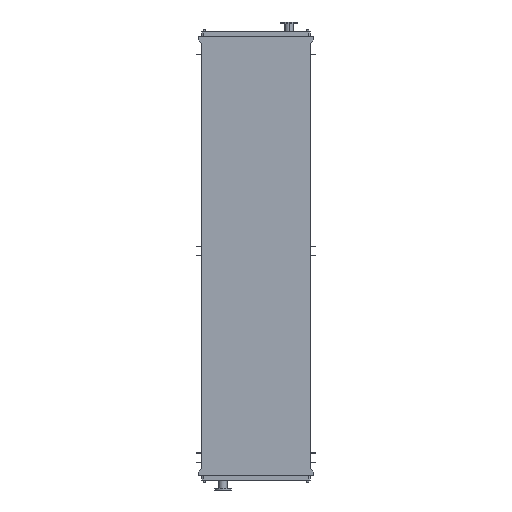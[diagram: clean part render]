
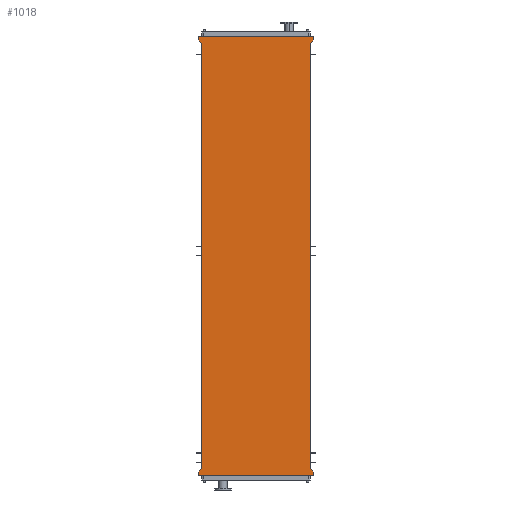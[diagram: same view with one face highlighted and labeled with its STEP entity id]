
A CAD part, front view. The second image highlights one B-rep face of the part: STEP entity #1018.
In plain terms, the highlighted planar face has unit normal (0, -1, 0).
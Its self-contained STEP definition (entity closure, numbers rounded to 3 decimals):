
#487 = VERTEX_POINT ( 'NONE', #23117 ) ;
#501 = DIRECTION ( 'NONE',  ( 0., 0., 1. ) ) ;
#514 = CARTESIAN_POINT ( 'NONE',  ( -725., 0., -5650. ) ) ;
#1018 = ADVANCED_FACE ( 'NONE', ( #20775 ), #17342, .T. ) ;
#1134 = DIRECTION ( 'NONE',  ( 1., 0., 0. ) ) ;
#1697 = LINE ( 'NONE', #24018, #21900 ) ;
#2121 = CARTESIAN_POINT ( 'NONE',  ( 771., 0., -5745. ) ) ;
#2175 = VECTOR ( 'NONE', #501, 1000. ) ;
#2461 = EDGE_CURVE ( 'NONE', #487, #2584, #10397, .T. ) ;
#2584 = VERTEX_POINT ( 'NONE', #18190 ) ;
#2755 = CARTESIAN_POINT ( 'NONE',  ( 725., 0., -5650. ) ) ;
#2913 = LINE ( 'NONE', #21324, #17335 ) ;
#2921 = CARTESIAN_POINT ( 'NONE',  ( -771., 0., -5703. ) ) ;
#2983 = CARTESIAN_POINT ( 'NONE',  ( -771., 0., 95. ) ) ;
#3139 = EDGE_CURVE ( 'NONE', #2584, #5924, #1697, .T. ) ;
#3205 = VERTEX_POINT ( 'NONE', #13632 ) ;
#3317 = VECTOR ( 'NONE', #3456, 1000. ) ;
#3456 = DIRECTION ( 'NONE',  ( 0., 0., 1. ) ) ;
#3522 = DIRECTION ( 'NONE',  ( 0., 0., 1. ) ) ;
#3840 = LINE ( 'NONE', #12861, #20218 ) ;
#3933 = CARTESIAN_POINT ( 'NONE',  ( -771., 0., 53. ) ) ;
#3946 = VERTEX_POINT ( 'NONE', #4080 ) ;
#4064 = EDGE_LOOP ( 'NONE', ( #18311, #11679, #9195, #12683, #18404, #5511, #6408, #14772, #9256, #8626, #13742, #14593 ) ) ;
#4080 = CARTESIAN_POINT ( 'NONE',  ( 771., 0., 53. ) ) ;
#4120 = CARTESIAN_POINT ( 'NONE',  ( -771., 0., 95. ) ) ;
#5511 = ORIENTED_EDGE ( 'NONE', *, *, #3139, .F. ) ;
#5924 = VERTEX_POINT ( 'NONE', #3933 ) ;
#6408 = ORIENTED_EDGE ( 'NONE', *, *, #2461, .F. ) ;
#7086 = EDGE_CURVE ( 'NONE', #3946, #8324, #2913, .T. ) ;
#7489 = EDGE_CURVE ( 'NONE', #8255, #22010, #23035, .T. ) ;
#7639 = LINE ( 'NONE', #7871, #8527 ) ;
#7817 = EDGE_CURVE ( 'NONE', #20507, #12141, #19566, .T. ) ;
#7845 = DIRECTION ( 'NONE',  ( 0., 0., -1. ) ) ;
#7871 = CARTESIAN_POINT ( 'NONE',  ( 771., 0., -5703. ) ) ;
#8255 = VERTEX_POINT ( 'NONE', #18779 ) ;
#8324 = VERTEX_POINT ( 'NONE', #15005 ) ;
#8376 = CARTESIAN_POINT ( 'NONE',  ( -725., 0., -5650. ) ) ;
#8527 = VECTOR ( 'NONE', #13239, 1000. ) ;
#8626 = ORIENTED_EDGE ( 'NONE', *, *, #17812, .F. ) ;
#8741 = LINE ( 'NONE', #8376, #23239 ) ;
#8968 = VECTOR ( 'NONE', #21576, 1000. ) ;
#9195 = ORIENTED_EDGE ( 'NONE', *, *, #15682, .F. ) ;
#9255 = LINE ( 'NONE', #20229, #21023 ) ;
#9256 = ORIENTED_EDGE ( 'NONE', *, *, #12300, .F. ) ;
#9427 = LINE ( 'NONE', #11606, #2175 ) ;
#9533 = VERTEX_POINT ( 'NONE', #2921 ) ;
#10026 = DIRECTION ( 'NONE',  ( 0., -1., 0. ) ) ;
#10233 = CARTESIAN_POINT ( 'NONE',  ( 771., 0., -5745. ) ) ;
#10397 = LINE ( 'NONE', #16114, #19578 ) ;
#10744 = LINE ( 'NONE', #11220, #16642 ) ;
#11220 = CARTESIAN_POINT ( 'NONE',  ( 771., 0., 95. ) ) ;
#11606 = CARTESIAN_POINT ( 'NONE',  ( 725., 0., -5650. ) ) ;
#11679 = ORIENTED_EDGE ( 'NONE', *, *, #7086, .F. ) ;
#12141 = VERTEX_POINT ( 'NONE', #14849 ) ;
#12273 = DIRECTION ( 'NONE',  ( 0.655, 0., 0.755 ) ) ;
#12300 = EDGE_CURVE ( 'NONE', #3205, #9533, #12724, .T. ) ;
#12683 = ORIENTED_EDGE ( 'NONE', *, *, #7817, .F. ) ;
#12724 = LINE ( 'NONE', #20167, #3317 ) ;
#12861 = CARTESIAN_POINT ( 'NONE',  ( -771., 0., -5745. ) ) ;
#13239 = DIRECTION ( 'NONE',  ( 0.655, 0., -0.755 ) ) ;
#13615 = VECTOR ( 'NONE', #1134, 1000. ) ;
#13632 = CARTESIAN_POINT ( 'NONE',  ( -771., 0., -5745. ) ) ;
#13742 = ORIENTED_EDGE ( 'NONE', *, *, #7489, .F. ) ;
#14593 = ORIENTED_EDGE ( 'NONE', *, *, #19569, .F. ) ;
#14772 = ORIENTED_EDGE ( 'NONE', *, *, #14888, .F. ) ;
#14779 = VERTEX_POINT ( 'NONE', #2755 ) ;
#14849 = CARTESIAN_POINT ( 'NONE',  ( 771., 0., 95. ) ) ;
#14888 = EDGE_CURVE ( 'NONE', #9533, #487, #8741, .T. ) ;
#15005 = CARTESIAN_POINT ( 'NONE',  ( 725., 0., 0. ) ) ;
#15682 = EDGE_CURVE ( 'NONE', #12141, #3946, #10744, .T. ) ;
#16114 = CARTESIAN_POINT ( 'NONE',  ( -725., 0., -5650. ) ) ;
#16219 = DIRECTION ( 'NONE',  ( 0., 0., -1. ) ) ;
#16642 = VECTOR ( 'NONE', #16219, 1000. ) ;
#17335 = VECTOR ( 'NONE', #23269, 1000. ) ;
#17342 = PLANE ( 'NONE',  #17953 ) ;
#17812 = EDGE_CURVE ( 'NONE', #22010, #3205, #3840, .T. ) ;
#17953 = AXIS2_PLACEMENT_3D ( 'NONE', #514, #10026, #7845 ) ;
#18190 = CARTESIAN_POINT ( 'NONE',  ( -725., 0., 0. ) ) ;
#18311 = ORIENTED_EDGE ( 'NONE', *, *, #23672, .T. ) ;
#18404 = ORIENTED_EDGE ( 'NONE', *, *, #20377, .F. ) ;
#18779 = CARTESIAN_POINT ( 'NONE',  ( 771., 0., -5703. ) ) ;
#19566 = LINE ( 'NONE', #2983, #13615 ) ;
#19569 = EDGE_CURVE ( 'NONE', #14779, #8255, #7639, .T. ) ;
#19578 = VECTOR ( 'NONE', #23683, 1000. ) ;
#20167 = CARTESIAN_POINT ( 'NONE',  ( -771., 0., -5703. ) ) ;
#20218 = VECTOR ( 'NONE', #20308, 1000. ) ;
#20229 = CARTESIAN_POINT ( 'NONE',  ( -771., 0., 53. ) ) ;
#20308 = DIRECTION ( 'NONE',  ( -1., 0., 0. ) ) ;
#20377 = EDGE_CURVE ( 'NONE', #5924, #20507, #9255, .T. ) ;
#20507 = VERTEX_POINT ( 'NONE', #4120 ) ;
#20775 = FACE_OUTER_BOUND ( 'NONE', #4064, .T. ) ;
#21023 = VECTOR ( 'NONE', #3522, 1000. ) ;
#21324 = CARTESIAN_POINT ( 'NONE',  ( 771., 0., 53. ) ) ;
#21576 = DIRECTION ( 'NONE',  ( 0., 0., -1. ) ) ;
#21900 = VECTOR ( 'NONE', #22310, 1000. ) ;
#22010 = VERTEX_POINT ( 'NONE', #2121 ) ;
#22310 = DIRECTION ( 'NONE',  ( -0.655, 0., 0.755 ) ) ;
#23035 = LINE ( 'NONE', #10233, #8968 ) ;
#23117 = CARTESIAN_POINT ( 'NONE',  ( -725., 0., -5650. ) ) ;
#23239 = VECTOR ( 'NONE', #12273, 1000. ) ;
#23269 = DIRECTION ( 'NONE',  ( -0.655, 0., -0.755 ) ) ;
#23672 = EDGE_CURVE ( 'NONE', #14779, #8324, #9427, .T. ) ;
#23683 = DIRECTION ( 'NONE',  ( 0., 0., 1. ) ) ;
#24018 = CARTESIAN_POINT ( 'NONE',  ( -725., 0., 0. ) ) ;
